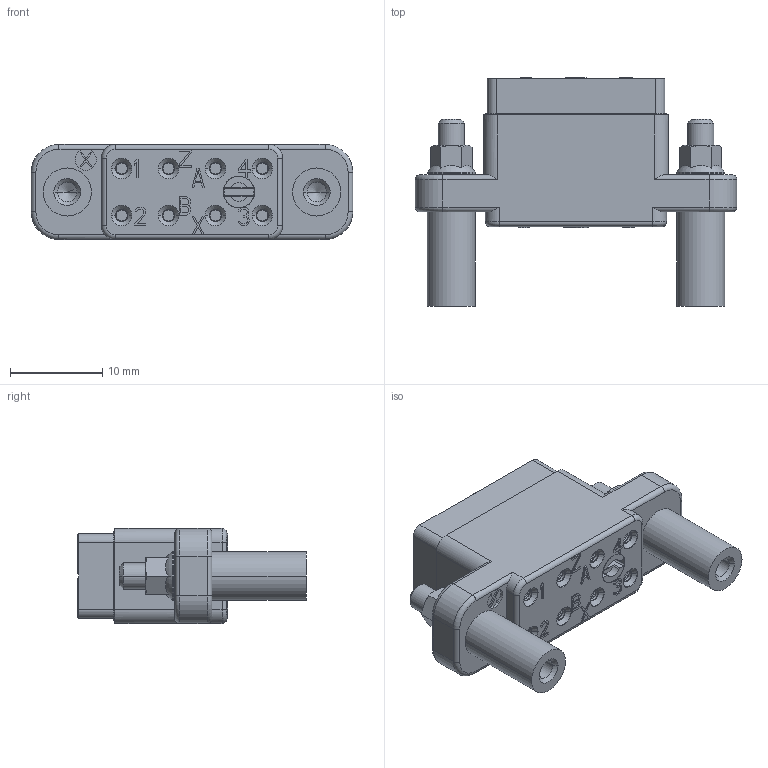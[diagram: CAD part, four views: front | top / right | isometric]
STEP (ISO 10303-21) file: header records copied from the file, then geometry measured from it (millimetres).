
FILE_DESCRIPTION((''),'2;1');
FILE_NAME('00158225202','2020-09-30T',('presta_be4'),(''),'CREO PARAMETRIC BY PTC INC, 2018360','CREO PARAMETRIC BY PTC INC, 2018360','');
FILE_SCHEMA(('CONFIG_CONTROL_DESIGN'));
Length unit declared in the file: millimetre
Products named in the file (1): 00158225202
Bounding box: 34.8 x 24.7 x 10.3 mm (x, y, z)
Volume: 3745.3 mm3; surface area: 4695.8 mm2
Topology: 1 solids, 1 shells, 1527 faces, 3904 edges, 2385 vertices
Faces by surface type: plane 671, cylinder 358, cone 250, torus 236, bspline 8, sphere 4
Entity records: 48415 total; most frequent: CARTESIAN_POINT 11514, DIRECTION 7781, ORIENTED_EDGE 7760, EDGE_CURVE 3880, AXIS2_PLACEMENT_3D 2926, VERTEX_POINT 2383, VECTOR 1929, LINE 1929
